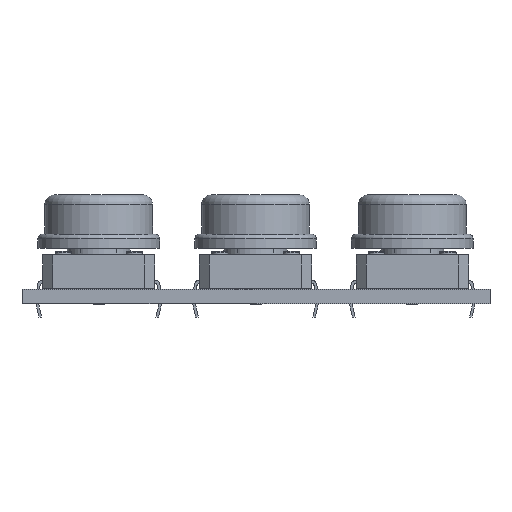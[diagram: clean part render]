
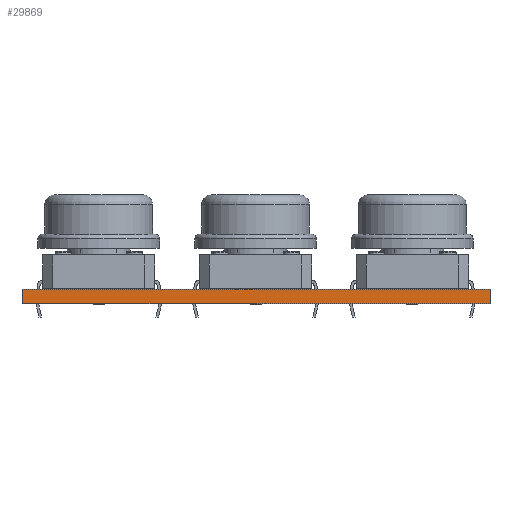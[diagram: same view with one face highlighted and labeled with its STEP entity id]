
A CAD part, front view. The second image highlights one B-rep face of the part: STEP entity #29869.
In plain terms, the highlighted planar face has unit normal (0, -1, 0).
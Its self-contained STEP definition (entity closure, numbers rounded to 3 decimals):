
#25675 = PLANE('',#25676);
#25676 = AXIS2_PLACEMENT_3D('',#25677,#25678,#25679);
#25677 = CARTESIAN_POINT('',(35.,-98.,0.));
#25678 = DIRECTION('',(-1.,0.,0.));
#25679 = DIRECTION('',(0.,1.,0.));
#25703 = PLANE('',#25704);
#25704 = AXIS2_PLACEMENT_3D('',#25705,#25706,#25707);
#25705 = CARTESIAN_POINT('',(60.,-64.,1.6));
#25706 = DIRECTION('',(-0.,-0.,-1.));
#25707 = DIRECTION('',(-1.,0.,0.));
#25731 = PLANE('',#25732);
#25732 = AXIS2_PLACEMENT_3D('',#25733,#25734,#25735);
#25733 = CARTESIAN_POINT('',(85.,-30.,0.));
#25734 = DIRECTION('',(1.,0.,-0.));
#25735 = DIRECTION('',(0.,-1.,0.));
#25757 = PLANE('',#25758);
#25758 = AXIS2_PLACEMENT_3D('',#25759,#25760,#25761);
#25759 = CARTESIAN_POINT('',(60.,-64.,0.));
#25760 = DIRECTION('',(-0.,-0.,-1.));
#25761 = DIRECTION('',(-1.,0.,0.));
#25772 = EDGE_CURVE('',#25773,#25775,#25777,.T.);
#25773 = VERTEX_POINT('',#25774);
#25774 = CARTESIAN_POINT('',(35.,-98.,0.));
#25775 = VERTEX_POINT('',#25776);
#25776 = CARTESIAN_POINT('',(35.,-98.,1.6));
#25777 = SURFACE_CURVE('',#25778,(#25782,#25789),.PCURVE_S1.);
#25778 = LINE('',#25779,#25780);
#25779 = CARTESIAN_POINT('',(35.,-98.,0.));
#25780 = VECTOR('',#25781,1.);
#25781 = DIRECTION('',(0.,0.,1.));
#25782 = PCURVE('',#25675,#25783);
#25783 = DEFINITIONAL_REPRESENTATION('',(#25784),#25788);
#25784 = LINE('',#25785,#25786);
#25785 = CARTESIAN_POINT('',(0.,0.));
#25786 = VECTOR('',#25787,1.);
#25787 = DIRECTION('',(0.,-1.));
#25788 = ( GEOMETRIC_REPRESENTATION_CONTEXT(2) 
PARAMETRIC_REPRESENTATION_CONTEXT() REPRESENTATION_CONTEXT('2D SPACE',''
  ) );
#25789 = PCURVE('',#25790,#25795);
#25790 = PLANE('',#25791);
#25791 = AXIS2_PLACEMENT_3D('',#25792,#25793,#25794);
#25792 = CARTESIAN_POINT('',(85.,-98.,0.));
#25793 = DIRECTION('',(0.,-1.,0.));
#25794 = DIRECTION('',(-1.,0.,0.));
#25795 = DEFINITIONAL_REPRESENTATION('',(#25796),#25800);
#25796 = LINE('',#25797,#25798);
#25797 = CARTESIAN_POINT('',(50.,0.));
#25798 = VECTOR('',#25799,1.);
#25799 = DIRECTION('',(0.,-1.));
#25800 = ( GEOMETRIC_REPRESENTATION_CONTEXT(2) 
PARAMETRIC_REPRESENTATION_CONTEXT() REPRESENTATION_CONTEXT('2D SPACE',''
  ) );
#25850 = VERTEX_POINT('',#25851);
#25851 = CARTESIAN_POINT('',(85.,-98.,1.6));
#25872 = EDGE_CURVE('',#25873,#25850,#25875,.T.);
#25873 = VERTEX_POINT('',#25874);
#25874 = CARTESIAN_POINT('',(85.,-98.,0.));
#25875 = SURFACE_CURVE('',#25876,(#25880,#25887),.PCURVE_S1.);
#25876 = LINE('',#25877,#25878);
#25877 = CARTESIAN_POINT('',(85.,-98.,0.));
#25878 = VECTOR('',#25879,1.);
#25879 = DIRECTION('',(0.,0.,1.));
#25880 = PCURVE('',#25731,#25881);
#25881 = DEFINITIONAL_REPRESENTATION('',(#25882),#25886);
#25882 = LINE('',#25883,#25884);
#25883 = CARTESIAN_POINT('',(68.,0.));
#25884 = VECTOR('',#25885,1.);
#25885 = DIRECTION('',(0.,-1.));
#25886 = ( GEOMETRIC_REPRESENTATION_CONTEXT(2) 
PARAMETRIC_REPRESENTATION_CONTEXT() REPRESENTATION_CONTEXT('2D SPACE',''
  ) );
#25887 = PCURVE('',#25790,#25888);
#25888 = DEFINITIONAL_REPRESENTATION('',(#25889),#25893);
#25889 = LINE('',#25890,#25891);
#25890 = CARTESIAN_POINT('',(0.,-0.));
#25891 = VECTOR('',#25892,1.);
#25892 = DIRECTION('',(0.,-1.));
#25893 = ( GEOMETRIC_REPRESENTATION_CONTEXT(2) 
PARAMETRIC_REPRESENTATION_CONTEXT() REPRESENTATION_CONTEXT('2D SPACE',''
  ) );
#25921 = EDGE_CURVE('',#25873,#25773,#25922,.T.);
#25922 = SURFACE_CURVE('',#25923,(#25927,#25934),.PCURVE_S1.);
#25923 = LINE('',#25924,#25925);
#25924 = CARTESIAN_POINT('',(85.,-98.,0.));
#25925 = VECTOR('',#25926,1.);
#25926 = DIRECTION('',(-1.,0.,0.));
#25927 = PCURVE('',#25757,#25928);
#25928 = DEFINITIONAL_REPRESENTATION('',(#25929),#25933);
#25929 = LINE('',#25930,#25931);
#25930 = CARTESIAN_POINT('',(-25.,-34.));
#25931 = VECTOR('',#25932,1.);
#25932 = DIRECTION('',(1.,0.));
#25933 = ( GEOMETRIC_REPRESENTATION_CONTEXT(2) 
PARAMETRIC_REPRESENTATION_CONTEXT() REPRESENTATION_CONTEXT('2D SPACE',''
  ) );
#25934 = PCURVE('',#25790,#25935);
#25935 = DEFINITIONAL_REPRESENTATION('',(#25936),#25940);
#25936 = LINE('',#25937,#25938);
#25937 = CARTESIAN_POINT('',(0.,-0.));
#25938 = VECTOR('',#25939,1.);
#25939 = DIRECTION('',(1.,0.));
#25940 = ( GEOMETRIC_REPRESENTATION_CONTEXT(2) 
PARAMETRIC_REPRESENTATION_CONTEXT() REPRESENTATION_CONTEXT('2D SPACE',''
  ) );
#28048 = EDGE_CURVE('',#25850,#25775,#28049,.T.);
#28049 = SURFACE_CURVE('',#28050,(#28054,#28061),.PCURVE_S1.);
#28050 = LINE('',#28051,#28052);
#28051 = CARTESIAN_POINT('',(85.,-98.,1.6));
#28052 = VECTOR('',#28053,1.);
#28053 = DIRECTION('',(-1.,0.,0.));
#28054 = PCURVE('',#25703,#28055);
#28055 = DEFINITIONAL_REPRESENTATION('',(#28056),#28060);
#28056 = LINE('',#28057,#28058);
#28057 = CARTESIAN_POINT('',(-25.,-34.));
#28058 = VECTOR('',#28059,1.);
#28059 = DIRECTION('',(1.,0.));
#28060 = ( GEOMETRIC_REPRESENTATION_CONTEXT(2) 
PARAMETRIC_REPRESENTATION_CONTEXT() REPRESENTATION_CONTEXT('2D SPACE',''
  ) );
#28061 = PCURVE('',#25790,#28062);
#28062 = DEFINITIONAL_REPRESENTATION('',(#28063),#28067);
#28063 = LINE('',#28064,#28065);
#28064 = CARTESIAN_POINT('',(0.,-1.6));
#28065 = VECTOR('',#28066,1.);
#28066 = DIRECTION('',(1.,0.));
#28067 = ( GEOMETRIC_REPRESENTATION_CONTEXT(2) 
PARAMETRIC_REPRESENTATION_CONTEXT() REPRESENTATION_CONTEXT('2D SPACE',''
  ) );
#29869 = ADVANCED_FACE('',(#29870),#25790,.T.);
#29870 = FACE_BOUND('',#29871,.T.);
#29871 = EDGE_LOOP('',(#29872,#29873,#29874,#29875));
#29872 = ORIENTED_EDGE('',*,*,#25872,.T.);
#29873 = ORIENTED_EDGE('',*,*,#28048,.T.);
#29874 = ORIENTED_EDGE('',*,*,#25772,.F.);
#29875 = ORIENTED_EDGE('',*,*,#25921,.F.);
